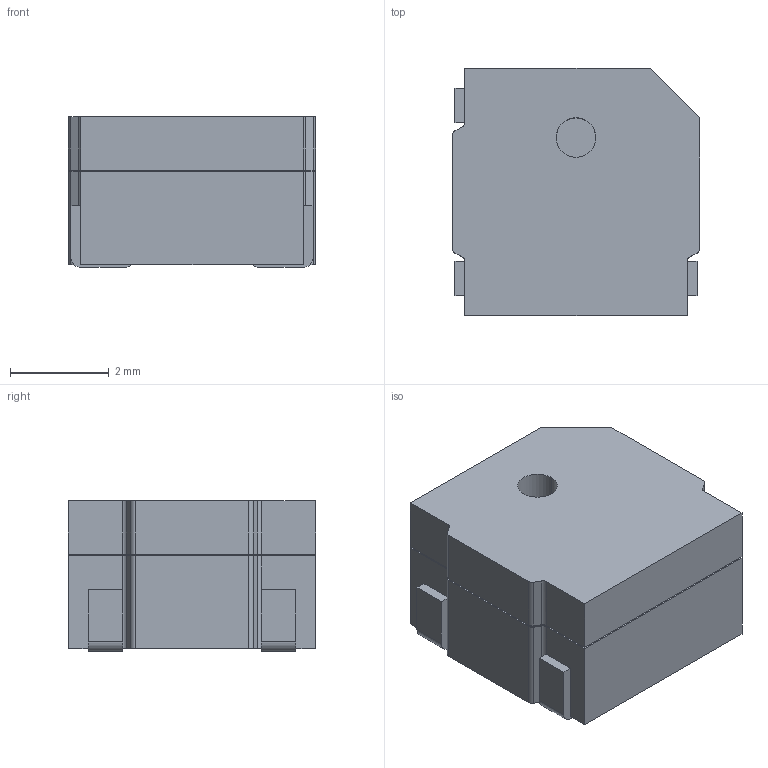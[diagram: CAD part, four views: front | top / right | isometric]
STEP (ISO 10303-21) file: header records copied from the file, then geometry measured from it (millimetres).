
FILE_DESCRIPTION (( 'STEP AP203' ), '1' );
FILE_NAME ('KSSG13J12-N.STEP', '2020-02-20T07:38:31', ( '' ), ( '' ), 'SwSTEP 2.0', 'SolidWorks 2010', '' );
FILE_SCHEMA (( 'CONFIG_CONTROL_DESIGN' ));
Length unit declared in the file: millimetre
Products named in the file (1): KSSG13J12-N
Bounding box: 5 x 5 x 3.05 mm (x, y, z)
Volume: 69.7 mm3; surface area: 118.9 mm2
Topology: 1 solids, 4 shells, 94 faces, 249 edges, 162 vertices
Faces by surface type: plane 66, cylinder 28
Entity records: 2983 total; most frequent: CARTESIAN_POINT 506, DIRECTION 502, ORIENTED_EDGE 498, EDGE_CURVE 249, LINE 186, VECTOR 186, VERTEX_POINT 162, AXIS2_PLACEMENT_3D 158
